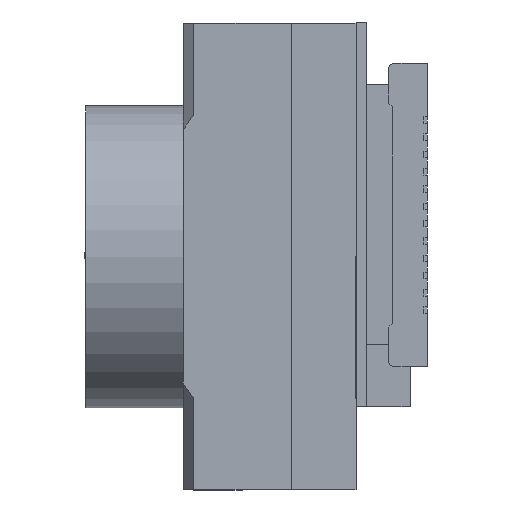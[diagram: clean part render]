
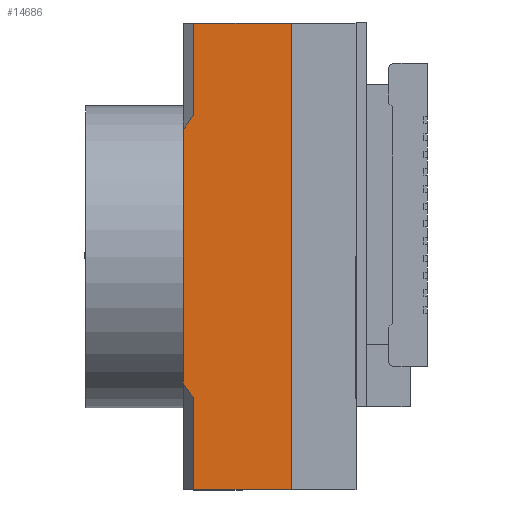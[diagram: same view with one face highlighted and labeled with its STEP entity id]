
A CAD part, left-side view. The second image highlights one B-rep face of the part: STEP entity #14686.
In plain terms, the highlighted face is planar.
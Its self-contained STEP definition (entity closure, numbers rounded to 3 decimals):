
#894=FACE_OUTER_BOUND('',#1694,.T.);
#1694=EDGE_LOOP('',(#10749,#10750,#10751,#10752,#10753,#10754,#10755,#10756));
#2715=LINE('',#22441,#4546);
#2717=LINE('',#22445,#4548);
#2718=LINE('',#22447,#4549);
#2719=LINE('',#22449,#4550);
#2720=LINE('',#22451,#4551);
#2721=LINE('',#22453,#4552);
#2722=LINE('',#22455,#4553);
#2723=LINE('',#22456,#4554);
#4546=VECTOR('',#16940,10.);
#4548=VECTOR('',#16944,10.);
#4549=VECTOR('',#16945,10.);
#4550=VECTOR('',#16946,10.);
#4551=VECTOR('',#16947,10.);
#4552=VECTOR('',#16948,10.);
#4553=VECTOR('',#16949,10.);
#4554=VECTOR('',#16950,10.);
#6353=VERTEX_POINT('',#22438);
#6354=VERTEX_POINT('',#22440);
#6355=VERTEX_POINT('',#22444);
#6356=VERTEX_POINT('',#22446);
#6357=VERTEX_POINT('',#22448);
#6358=VERTEX_POINT('',#22450);
#6359=VERTEX_POINT('',#22452);
#6360=VERTEX_POINT('',#22454);
#7983=EDGE_CURVE('',#6353,#6354,#2715,.T.);
#7985=EDGE_CURVE('',#6355,#6353,#2717,.T.);
#7986=EDGE_CURVE('',#6356,#6355,#2718,.T.);
#7987=EDGE_CURVE('',#6357,#6356,#2719,.T.);
#7988=EDGE_CURVE('',#6358,#6357,#2720,.T.);
#7989=EDGE_CURVE('',#6358,#6359,#2721,.T.);
#7990=EDGE_CURVE('',#6359,#6360,#2722,.T.);
#7991=EDGE_CURVE('',#6354,#6360,#2723,.T.);
#10749=ORIENTED_EDGE('',*,*,#7983,.F.);
#10750=ORIENTED_EDGE('',*,*,#7985,.F.);
#10751=ORIENTED_EDGE('',*,*,#7986,.F.);
#10752=ORIENTED_EDGE('',*,*,#7987,.F.);
#10753=ORIENTED_EDGE('',*,*,#7988,.F.);
#10754=ORIENTED_EDGE('',*,*,#7989,.T.);
#10755=ORIENTED_EDGE('',*,*,#7990,.T.);
#10756=ORIENTED_EDGE('',*,*,#7991,.F.);
#13988=PLANE('',#15466);
#14686=ADVANCED_FACE('',(#894),#13988,.T.);
#15466=AXIS2_PLACEMENT_3D('',#22443,#16942,#16943);
#16940=DIRECTION('',(-0.816,0.,-0.577));
#16942=DIRECTION('center_axis',(0.,1.,0.));
#16943=DIRECTION('ref_axis',(-1.,0.,0.));
#16944=DIRECTION('',(-1.,0.,0.));
#16945=DIRECTION('',(-0.816,0.,0.577));
#16946=DIRECTION('',(-1.,0.,0.));
#16947=DIRECTION('',(0.,0.,1.));
#16948=DIRECTION('',(-1.,0.,0.));
#16949=DIRECTION('',(0.,0.,1.));
#16950=DIRECTION('',(-1.,0.,0.));
#22438=CARTESIAN_POINT('',(-2.925,5.4,4.25));
#22440=CARTESIAN_POINT('',(-3.279,5.4,4.));
#22441=CARTESIAN_POINT('',(-1.741,5.4,5.087));
#22443=CARTESIAN_POINT('Origin',(3.279,5.4,1.75));
#22444=CARTESIAN_POINT('',(2.925,5.4,4.25));
#22445=CARTESIAN_POINT('',(5.4,5.4,4.25));
#22446=CARTESIAN_POINT('',(3.279,5.4,4.));
#22447=CARTESIAN_POINT('',(4.28,5.4,3.292));
#22448=CARTESIAN_POINT('',(5.4,5.4,4.));
#22449=CARTESIAN_POINT('',(5.4,5.4,4.));
#22450=CARTESIAN_POINT('',(5.4,5.4,1.75));
#22451=CARTESIAN_POINT('',(5.4,5.4,1.75));
#22452=CARTESIAN_POINT('',(-5.4,5.4,1.75));
#22453=CARTESIAN_POINT('',(5.4,5.4,1.75));
#22454=CARTESIAN_POINT('',(-5.4,5.4,4.));
#22455=CARTESIAN_POINT('',(-5.4,5.4,1.75));
#22456=CARTESIAN_POINT('',(5.4,5.4,4.));
